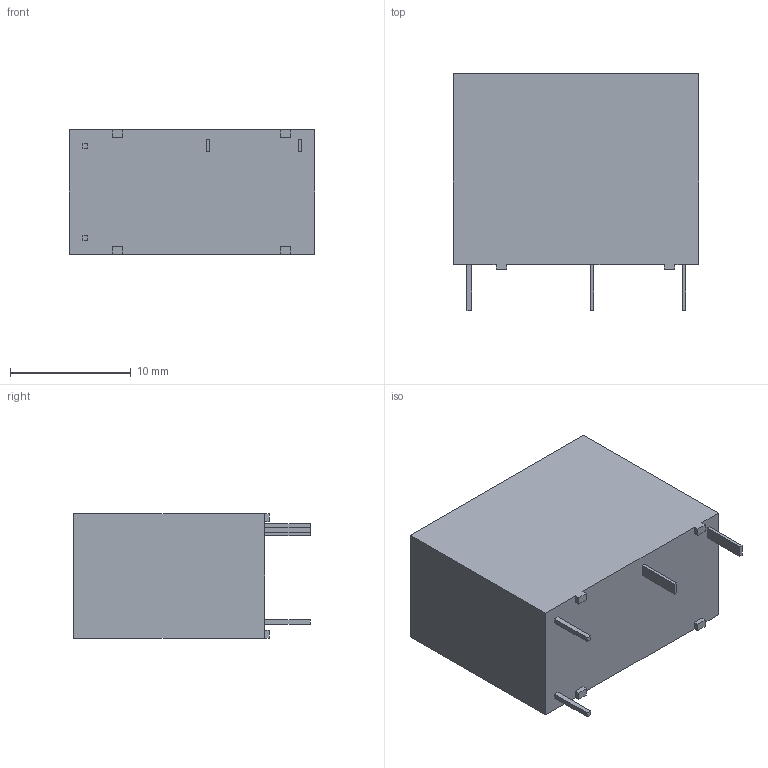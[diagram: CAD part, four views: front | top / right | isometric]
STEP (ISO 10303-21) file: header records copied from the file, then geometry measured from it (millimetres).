
FILE_DESCRIPTION(/* description */ (''),/* implementation_level */ '2;1');
FILE_NAME(/* name */ 'G5Q-1A4-DC5 v3.step',/* time_stamp */ '2023-05-07T13:56:59+02:00',/* author */ (''),/* organization */ (''),/* preprocessor_version */ 'ST-DEVELOPER v19.2',/* originating_system */ 'Autodesk Translation Framework v12.4.0.73',/* authorisation */ '');
FILE_SCHEMA (('AUTOMOTIVE_DESIGN { 1 0 10303 214 3 1 1 }'));
Length unit declared in the file: inch
Products named in the file (1): G5Q-1A4-DC5
Bounding box: 20.3 x 19.6 x 10.3 mm (x, y, z)
Volume: 3306.1 mm3; surface area: 1429.6 mm2
Topology: 5 solids, 5 shells, 55 faces, 126 edges, 84 vertices
Faces by surface type: plane 53, cylinder 2
Full cylindrical faces by diameter (mm): 1 x1, 2 x1
Entity records: 1569 total; most frequent: CARTESIAN_POINT 266, ORIENTED_EDGE 252, DIRECTION 242, EDGE_CURVE 126, LINE 122, VECTOR 122, VERTEX_POINT 84, AXIS2_PLACEMENT_3D 60
